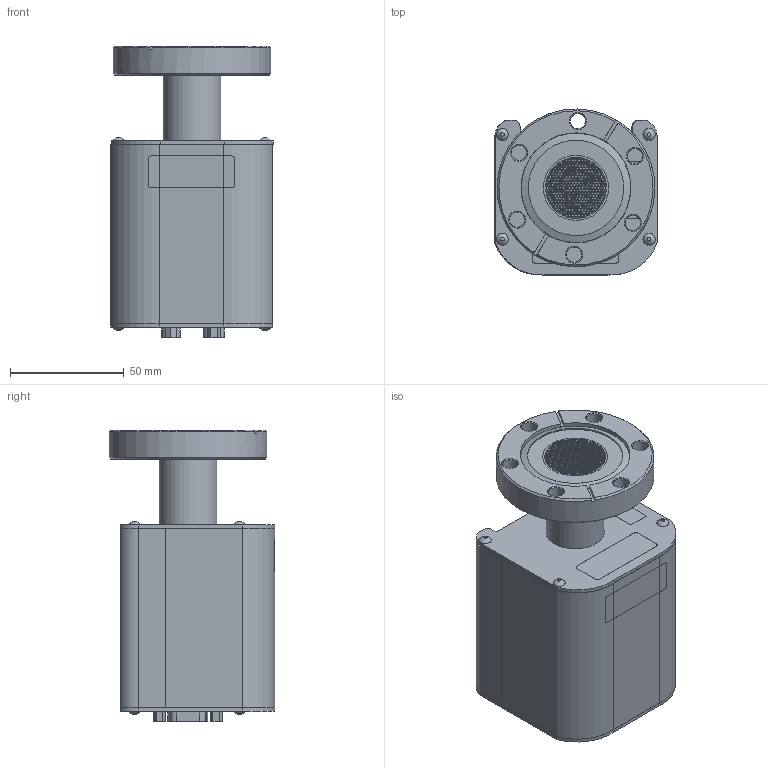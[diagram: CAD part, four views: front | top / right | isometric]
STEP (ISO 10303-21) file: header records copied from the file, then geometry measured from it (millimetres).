
FILE_DESCRIPTION (( 'STEP AP214' ), '1' );
FILE_NAME ('352-054 BAG302-S 9DSub, 1SP, OLED, 40CFR.STEP', '2017-06-01T14:56:56', ( '' ), ( '' ), 'SwSTEP 2.0', 'SolidWorks 2013', '' );
FILE_SCHEMA (( 'AUTOMOTIVE_DESIGN' ));
Length unit declared in the file: inch
Products named in the file (1): 352-054 BAG302-S 9DSub, 1SP, OLED, 40CFR
Bounding box: 71.42 x 72.79 x 128.19 mm (x, y, z)
Volume: 137080.1 mm3; surface area: 143006.5 mm2
Topology: 64 solids, 64 shells, 3116 faces, 8331 edges, 5469 vertices
Faces by surface type: plane 2046, cylinder 761, bspline 166, cone 93, torus 45, sphere 5
Full cylindrical faces by diameter (mm): 0.178 x6, 0.254 x1, 0.762 x7, 1.02 x9, 1.18 x9, 1.194 x301, 1.575 x11, 1.829 x4, 1.93 x6, 2.032 x1, 2.134 x1, 2.184 x1, 2.261 x6, 2.3 x2, 2.438 x2, 2.794 x4, 2.845 x8, 3.048 x12, 3.1 x2, 3.175 x10, 3.962 x1, 4.24 x2, 4.807 x2, 4.953 x5, 5.08 x1, 5.1 x2, 6.731 x6, 23.622 x2, 25.4 x2, 25.654 x2
Entity records: 144341 total; most frequent: CARTESIAN_POINT 25639, ORIENTED_EDGE 15452, DIRECTION 15115, EDGE_CURVE 7726, VERTEX_POINT 5390, LINE 5283, VECTOR 5283, AXIS2_PLACEMENT_3D 4916
